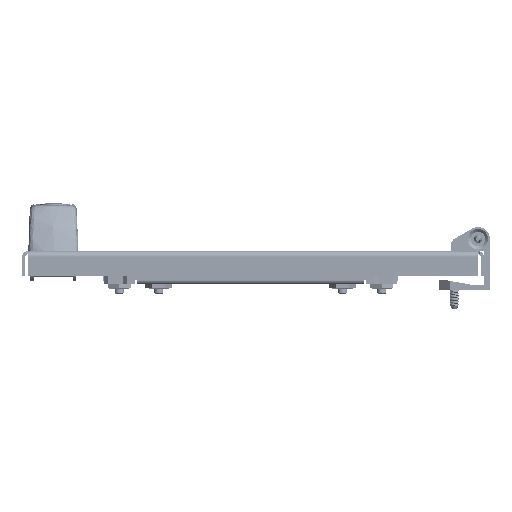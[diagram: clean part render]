
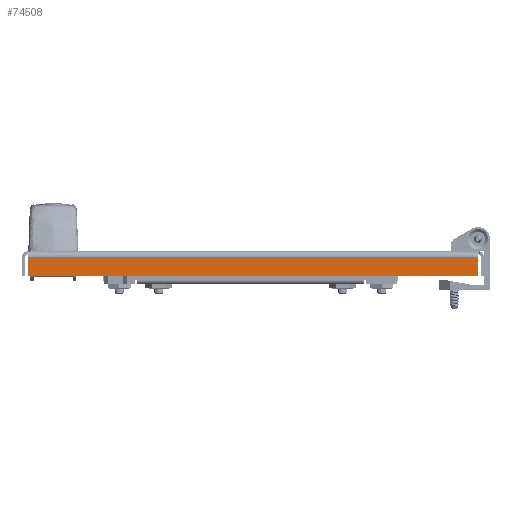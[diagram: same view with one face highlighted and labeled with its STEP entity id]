
A CAD part, front view. The second image highlights one B-rep face of the part: STEP entity #74508.
In plain terms, the highlighted planar face has unit normal (0, -1, 0).
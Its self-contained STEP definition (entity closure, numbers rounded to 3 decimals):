
#480 = VERTEX_POINT ( 'NONE', #74926 ) ;
#4139 = CARTESIAN_POINT ( 'NONE',  ( -143., -695., -15.8 ) ) ;
#7738 = EDGE_CURVE ( 'NONE', #40693, #45058, #58395, .T. ) ;
#8143 = LINE ( 'NONE', #58965, #17291 ) ;
#8242 = ORIENTED_EDGE ( 'NONE', *, *, #7738, .F. ) ;
#10824 = EDGE_CURVE ( 'NONE', #480, #36940, #23156, .T. ) ;
#14960 = FACE_OUTER_BOUND ( 'NONE', #26558, .T. ) ;
#17291 = VECTOR ( 'NONE', #60210, 1000. ) ;
#21801 = PLANE ( 'NONE',  #34523 ) ;
#22216 = CARTESIAN_POINT ( 'NONE',  ( 0., -695., 0. ) ) ;
#23156 = LINE ( 'NONE', #30820, #71181 ) ;
#25931 = ORIENTED_EDGE ( 'NONE', *, *, #70271, .F. ) ;
#26082 = DIRECTION ( 'NONE',  ( 0., 0., 1. ) ) ;
#26558 = EDGE_LOOP ( 'NONE', ( #76488, #42723, #8242, #25931 ) ) ;
#26659 = CARTESIAN_POINT ( 'NONE',  ( 145., -695., -15.8 ) ) ;
#27502 = LINE ( 'NONE', #26659, #60142 ) ;
#30820 = CARTESIAN_POINT ( 'NONE',  ( 143., -695., 0. ) ) ;
#33065 = DIRECTION ( 'NONE',  ( -1., 0., 0. ) ) ;
#34523 = AXIS2_PLACEMENT_3D ( 'NONE', #22216, #47824, #73456 ) ;
#36940 = VERTEX_POINT ( 'NONE', #77257 ) ;
#38450 = CARTESIAN_POINT ( 'NONE',  ( -143., -695., -4. ) ) ;
#40693 = VERTEX_POINT ( 'NONE', #4139 ) ;
#41459 = EDGE_CURVE ( 'NONE', #45058, #36940, #8143, .T. ) ;
#42723 = ORIENTED_EDGE ( 'NONE', *, *, #41459, .F. ) ;
#45058 = VERTEX_POINT ( 'NONE', #38450 ) ;
#47824 = DIRECTION ( 'NONE',  ( 0., 1., 0. ) ) ;
#52405 = CARTESIAN_POINT ( 'NONE',  ( -143., -695., 0. ) ) ;
#58395 = LINE ( 'NONE', #52405, #80451 ) ;
#58965 = CARTESIAN_POINT ( 'NONE',  ( 0., -695., -4. ) ) ;
#60142 = VECTOR ( 'NONE', #33065, 1000. ) ;
#60210 = DIRECTION ( 'NONE',  ( 1., 0., 0. ) ) ;
#70271 = EDGE_CURVE ( 'NONE', #480, #40693, #27502, .T. ) ;
#71181 = VECTOR ( 'NONE', #26082, 1000. ) ;
#73456 = DIRECTION ( 'NONE',  ( 0., 0., 1. ) ) ;
#74508 = ADVANCED_FACE ( 'NONE', ( #14960 ), #21801, .F. ) ;
#74926 = CARTESIAN_POINT ( 'NONE',  ( 143., -695., -15.8 ) ) ;
#76488 = ORIENTED_EDGE ( 'NONE', *, *, #10824, .T. ) ;
#77257 = CARTESIAN_POINT ( 'NONE',  ( 143., -695., -4. ) ) ;
#80451 = VECTOR ( 'NONE', #84045, 1000. ) ;
#84045 = DIRECTION ( 'NONE',  ( 0., 0., 1. ) ) ;
